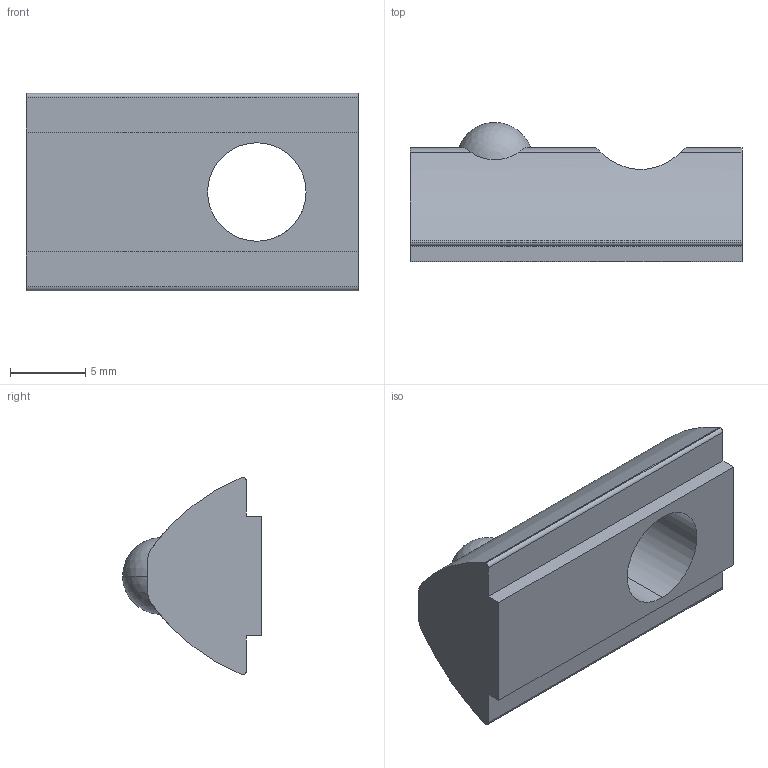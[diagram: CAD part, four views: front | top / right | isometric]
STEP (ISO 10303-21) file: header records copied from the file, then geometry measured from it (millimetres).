
FILE_DESCRIPTION (( 'STEP AP203' ), '1' );
FILE_NAME ('FST-TNUT-15-0.312-18-00003-100247.STEP', '2025-09-30T00:07:34', ( '' ), ( '' ), 'SwSTEP 2.0', 'SolidWorks 2019', '' );
FILE_SCHEMA (( 'CONFIG_CONTROL_DESIGN' ));
Length unit declared in the file: inch
Products named in the file (1): FST-TNUT-15-0.312-18-00003-100247
Bounding box: 22 x 9.21 x 13.08 mm (x, y, z)
Volume: 1275.5 mm3; surface area: 981 mm2
Topology: 1 solids, 1 shells, 25 faces, 73 edges, 49 vertices
Faces by surface type: cylinder 13, plane 10, sphere 2
Entity records: 1016 total; most frequent: CARTESIAN_POINT 270, ORIENTED_EDGE 146, DIRECTION 135, EDGE_CURVE 73, AXIS2_PLACEMENT_3D 50, VERTEX_POINT 49, LINE 35, VECTOR 35
